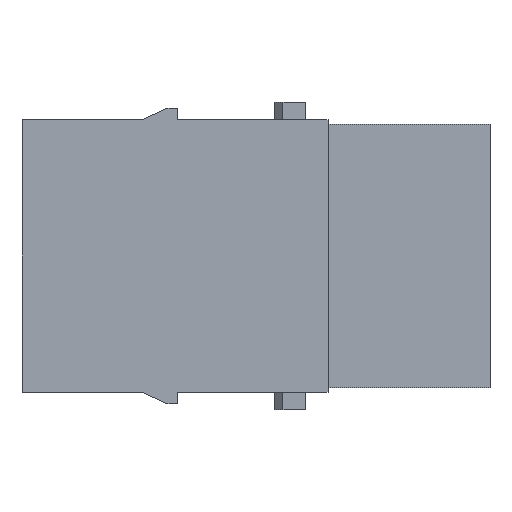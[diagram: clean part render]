
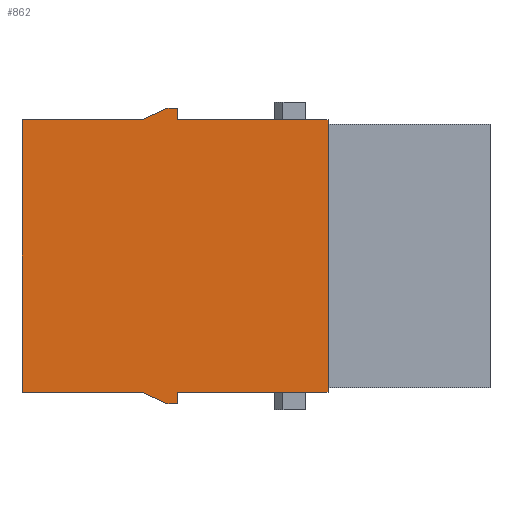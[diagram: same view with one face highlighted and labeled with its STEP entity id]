
A CAD part, left-side view. The second image highlights one B-rep face of the part: STEP entity #862.
In plain terms, the highlighted planar face has unit normal (-1, 0, 0).
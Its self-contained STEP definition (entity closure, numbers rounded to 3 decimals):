
#684=PLANE('',#4210);
#862=ADVANCED_FACE('',(#1048),#684,.T.);
#1048=FACE_OUTER_BOUND('',#1236,.T.);
#1236=EDGE_LOOP('',(#2115,#2116,#2117,#2118,#2119,#2120,#2121,#2122,#2123,
#2124,#2125,#2126));
#2115=ORIENTED_EDGE('',*,*,#3021,.T.);
#2116=ORIENTED_EDGE('',*,*,#3019,.T.);
#2117=ORIENTED_EDGE('',*,*,#3011,.T.);
#2118=ORIENTED_EDGE('',*,*,#3014,.T.);
#2119=ORIENTED_EDGE('',*,*,#3024,.T.);
#2120=ORIENTED_EDGE('',*,*,#2926,.T.);
#2121=ORIENTED_EDGE('',*,*,#3025,.T.);
#2122=ORIENTED_EDGE('',*,*,#2870,.T.);
#2123=ORIENTED_EDGE('',*,*,#2862,.T.);
#2124=ORIENTED_EDGE('',*,*,#2866,.T.);
#2125=ORIENTED_EDGE('',*,*,#3026,.T.);
#2126=ORIENTED_EDGE('',*,*,#3007,.T.);
#2445=VERTEX_POINT('',#5722);
#2446=VERTEX_POINT('',#5724);
#2448=VERTEX_POINT('',#5730);
#2450=VERTEX_POINT('',#5738);
#2495=VERTEX_POINT('',#5855);
#2496=VERTEX_POINT('',#5856);
#2544=VERTEX_POINT('',#6017);
#2545=VERTEX_POINT('',#6019);
#2547=VERTEX_POINT('',#6025);
#2549=VERTEX_POINT('',#6028);
#2551=VERTEX_POINT('',#6034);
#2554=VERTEX_POINT('',#6044);
#2862=EDGE_CURVE('',#2446,#2445,#3310,.T.);
#2866=EDGE_CURVE('',#2445,#2448,#3314,.T.);
#2870=EDGE_CURVE('',#2450,#2446,#3318,.T.);
#2926=EDGE_CURVE('',#2495,#2496,#3370,.T.);
#3007=EDGE_CURVE('',#2545,#2544,#3447,.T.);
#3011=EDGE_CURVE('',#2549,#2547,#3451,.T.);
#3014=EDGE_CURVE('',#2547,#2551,#3454,.T.);
#3019=EDGE_CURVE('',#2554,#2549,#3459,.T.);
#3021=EDGE_CURVE('',#2544,#2554,#3461,.T.);
#3024=EDGE_CURVE('',#2551,#2495,#3464,.T.);
#3025=EDGE_CURVE('',#2496,#2450,#3465,.T.);
#3026=EDGE_CURVE('',#2448,#2545,#3466,.T.);
#3310=LINE('',#5723,#3749);
#3314=LINE('',#5731,#3753);
#3318=LINE('',#5739,#3757);
#3370=LINE('',#5854,#3809);
#3447=LINE('',#6018,#3886);
#3451=LINE('',#6027,#3890);
#3454=LINE('',#6033,#3893);
#3459=LINE('',#6043,#3898);
#3461=LINE('',#6047,#3900);
#3464=LINE('',#6050,#3903);
#3465=LINE('',#6052,#3904);
#3466=LINE('',#6053,#3905);
#3749=VECTOR('',#4787,1.);
#3753=VECTOR('',#4793,1.);
#3757=VECTOR('',#4801,1.);
#3809=VECTOR('',#4891,1.);
#3886=VECTOR('',#5042,1.);
#3890=VECTOR('',#5048,1.);
#3893=VECTOR('',#5053,1.);
#3898=VECTOR('',#5062,1.);
#3900=VECTOR('',#5066,1.);
#3903=VECTOR('',#5069,1.);
#3904=VECTOR('',#5072,1.);
#3905=VECTOR('',#5073,1.);
#4210=AXIS2_PLACEMENT_3D('',#6054,#5074,#5075);
#4787=DIRECTION('',(0.,-1.,0.));
#4793=DIRECTION('',(0.,0.,1.));
#4801=DIRECTION('',(0.,-0.906,-0.423));
#4891=DIRECTION('',(0.,0.,-1.));
#5042=DIRECTION('',(0.,0.,1.));
#5048=DIRECTION('',(0.,1.,0.));
#5053=DIRECTION('',(0.,0.906,-0.423));
#5062=DIRECTION('',(0.,0.,1.));
#5066=DIRECTION('',(0.,1.,0.));
#5069=DIRECTION('',(0.,1.,0.));
#5072=DIRECTION('',(0.,-1.,0.));
#5073=DIRECTION('',(0.,-1.,0.));
#5074=DIRECTION('',(-1.,0.,0.));
#5075=DIRECTION('',(0.,0.,-1.));
#5722=CARTESIAN_POINT('',(-7.325,-0.85,-16.4));
#5723=CARTESIAN_POINT('',(-7.325,0.35,-16.4));
#5724=CARTESIAN_POINT('',(-7.325,0.35,-16.4));
#5730=CARTESIAN_POINT('',(-7.325,-0.85,-15.15));
#5731=CARTESIAN_POINT('',(-7.325,-0.85,-16.4));
#5738=CARTESIAN_POINT('',(-7.325,3.031,-15.15));
#5739=CARTESIAN_POINT('',(-7.325,3.031,-15.15));
#5854=CARTESIAN_POINT('',(-7.325,16.45,15.15));
#5855=CARTESIAN_POINT('',(-7.325,16.45,15.15));
#5856=CARTESIAN_POINT('',(-7.325,16.45,-15.15));
#6017=CARTESIAN_POINT('',(-7.325,-17.55,15.15));
#6018=CARTESIAN_POINT('',(-7.325,-17.55,-15.15));
#6019=CARTESIAN_POINT('',(-7.325,-17.55,-15.15));
#6025=CARTESIAN_POINT('',(-7.325,0.35,16.4));
#6027=CARTESIAN_POINT('',(-7.325,-0.85,16.4));
#6028=CARTESIAN_POINT('',(-7.325,-0.85,16.4));
#6033=CARTESIAN_POINT('',(-7.325,0.35,16.4));
#6034=CARTESIAN_POINT('',(-7.325,3.031,15.15));
#6043=CARTESIAN_POINT('',(-7.325,-0.85,15.15));
#6044=CARTESIAN_POINT('',(-7.325,-0.85,15.15));
#6047=CARTESIAN_POINT('',(-7.325,-17.55,15.15));
#6050=CARTESIAN_POINT('',(-7.325,3.031,15.15));
#6052=CARTESIAN_POINT('',(-7.325,16.45,-15.15));
#6053=CARTESIAN_POINT('',(-7.325,-0.85,-15.15));
#6054=CARTESIAN_POINT('',(-7.325,16.55,16.599));
